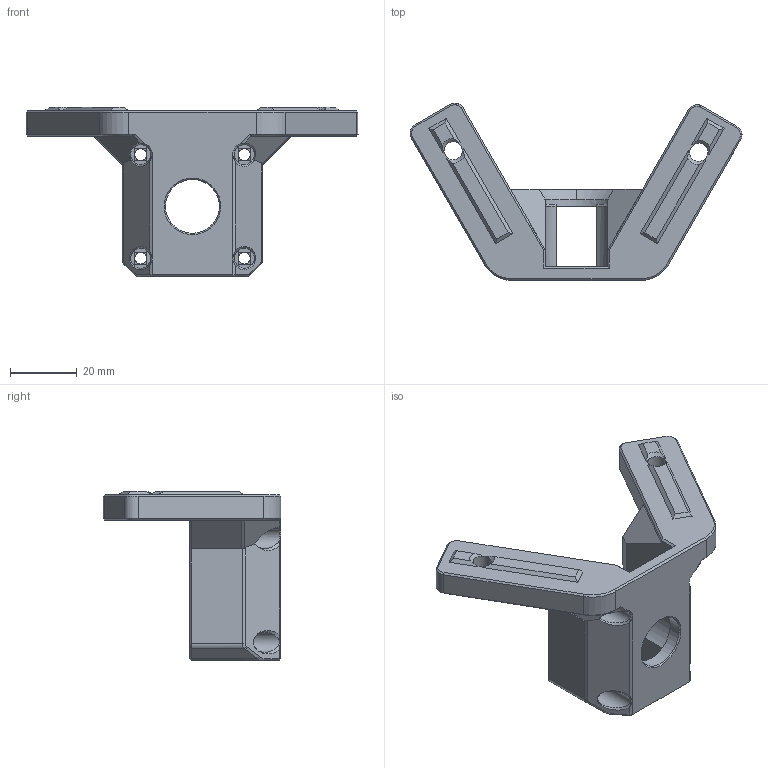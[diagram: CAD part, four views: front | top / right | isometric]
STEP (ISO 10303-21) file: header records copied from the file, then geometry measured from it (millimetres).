
FILE_DESCRIPTION(/* description */ (''),/* implementation_level */ '2;1');
FILE_NAME(/* name */ 'Y-Motor Mount.stp',/* time_stamp */ '2024-08-09T23:42:10-06:00',/* author */ ('PC'),/* organization */ (''),/* preprocessor_version */ 'ST-DEVELOPER v20',/* originating_system */ 'Autodesk Inventor 2025',/* authorisation */ '');
FILE_SCHEMA (('AUTOMOTIVE_DESIGN { 1 0 10303 214 3 1 1 }'));
Length unit declared in the file: millimetre
Products named in the file (1): Pieza224
Bounding box: 99.27 x 53.03 x 50.6 mm (x, y, z)
Volume: 42402 mm3; surface area: 15554.3 mm2
Topology: 1 solids, 1 shells, 269 faces, 683 edges, 413 vertices
Faces by surface type: plane 192, cone 29, cylinder 28, bspline 20
Full cylindrical faces by diameter (mm): 3.5 x4, 5.4 x2, 6 x4, 10 x2, 16.1 x1
Entity records: 9229 total; most frequent: CARTESIAN_POINT 2847, ORIENTED_EDGE 1366, DIRECTION 1241, EDGE_CURVE 683, LINE 469, VECTOR 469, VERTEX_POINT 413, AXIS2_PLACEMENT_3D 386
